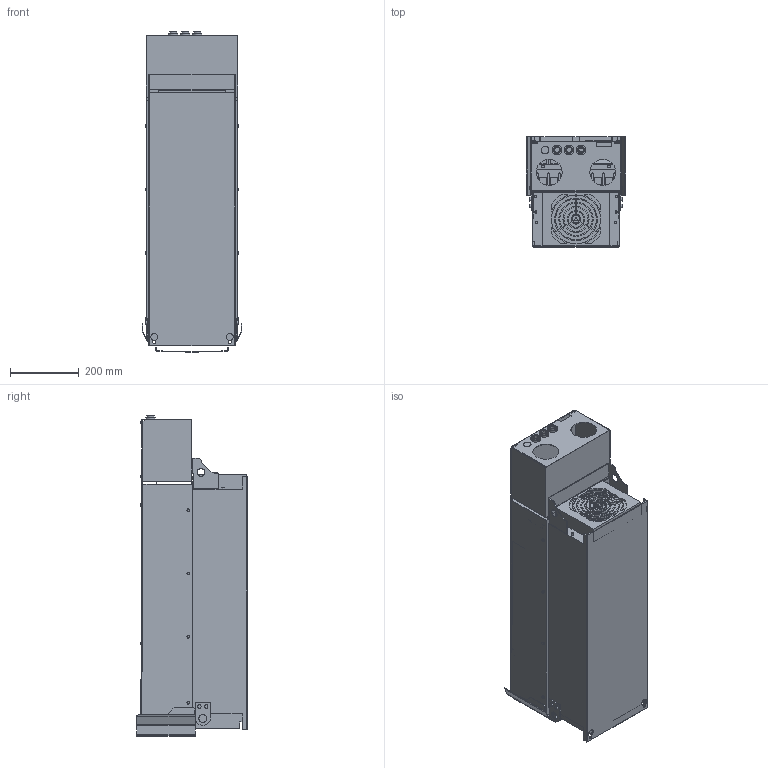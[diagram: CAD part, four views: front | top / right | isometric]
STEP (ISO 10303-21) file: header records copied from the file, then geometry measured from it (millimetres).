
FILE_DESCRIPTION(('STEP AP242'),'1');
FILE_NAME('atv630d30m3.stp','2018-12-10T16:38:00',('TraceParts'),('TraceParts S.A.'),'Spatial InterOp 3D',' ',' ');
FILE_SCHEMA(('AP242_MANAGED_MODEL_BASED_3D_ENGINEERING_MIM_LF {1 0 10303 442 1 1 4}'));
Length unit declared in the file: millimetre
Products named in the file (1): atv630d30m3_1
Bounding box: 290 x 322.5 x 931.4 mm (x, y, z)
Volume: 51057867.9 mm3; surface area: 2149067.9 mm2
Topology: 6 solids, 6 shells, 3935 faces, 10658 edges, 7064 vertices
Faces by surface type: plane 2319, cylinder 1008, extrusion 555, bspline 40, torus 13
Entity records: 143033 total; most frequent: CARTESIAN_POINT 45981, ORIENTED_EDGE 21316, DIRECTION 17792, EDGE_CURVE 10658, VECTOR 7192, VERTEX_POINT 7064, LINE 6637, AXIS2_PLACEMENT_3D 5300
